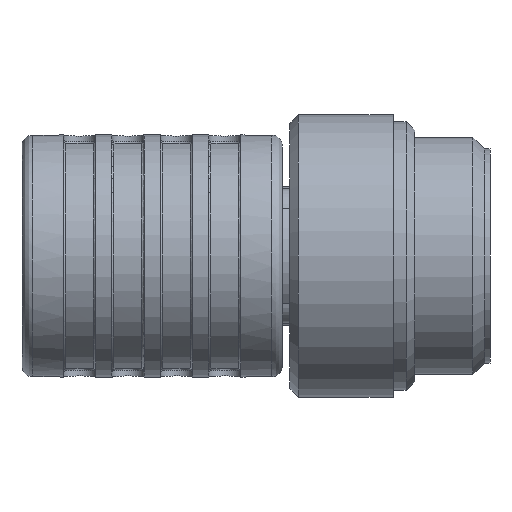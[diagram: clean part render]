
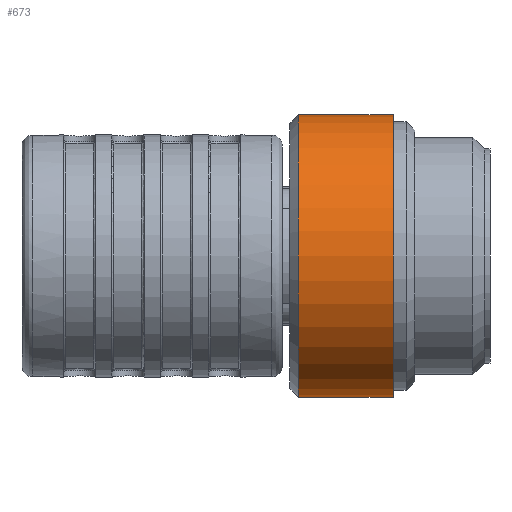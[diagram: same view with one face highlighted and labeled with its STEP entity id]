
A CAD part, front view. The second image highlights one B-rep face of the part: STEP entity #673.
In plain terms, the highlighted cylindrical face has radius 13.15 mm (diameter 26.3 mm), a full revolution.
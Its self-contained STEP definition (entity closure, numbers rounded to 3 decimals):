
#211=CYLINDRICAL_SURFACE('',#3104,13.15);
#673=ADVANCED_FACE('',(#1088,#1089),#211,.T.);
#884=CIRCLE('',#3084,13.15);
#893=CIRCLE('',#3102,13.15);
#1088=FACE_BOUND('',#1396,.T.);
#1089=FACE_BOUND('',#1397,.T.);
#1396=EDGE_LOOP('',(#2092));
#1397=EDGE_LOOP('',(#2093));
#2092=ORIENTED_EDGE('',*,*,#2683,.F.);
#2093=ORIENTED_EDGE('',*,*,#2692,.T.);
#2335=VERTEX_POINT('',#7872);
#2344=VERTEX_POINT('',#7899);
#2683=EDGE_CURVE('',#2335,#2335,#884,.T.);
#2692=EDGE_CURVE('',#2344,#2344,#893,.T.);
#3084=AXIS2_PLACEMENT_3D('',#7871,#3797,#3798);
#3102=AXIS2_PLACEMENT_3D('',#7898,#3833,#3834);
#3104=AXIS2_PLACEMENT_3D('',#7901,#3837,#3838);
#3797=DIRECTION('',(-1.,0.,0.));
#3798=DIRECTION('',(0.,1.,0.));
#3833=DIRECTION('',(-1.,0.,0.));
#3834=DIRECTION('',(0.,1.,0.));
#3837=DIRECTION('',(-1.,0.,0.));
#3838=DIRECTION('',(0.,-1.,0.));
#7871=CARTESIAN_POINT('',(3.953,-137.,-9.648));
#7872=CARTESIAN_POINT('',(3.953,-123.85,-9.648));
#7898=CARTESIAN_POINT('',(12.753,-137.,-9.648));
#7899=CARTESIAN_POINT('',(12.753,-123.85,-9.648));
#7901=CARTESIAN_POINT('',(3.153,-137.,-9.648));
